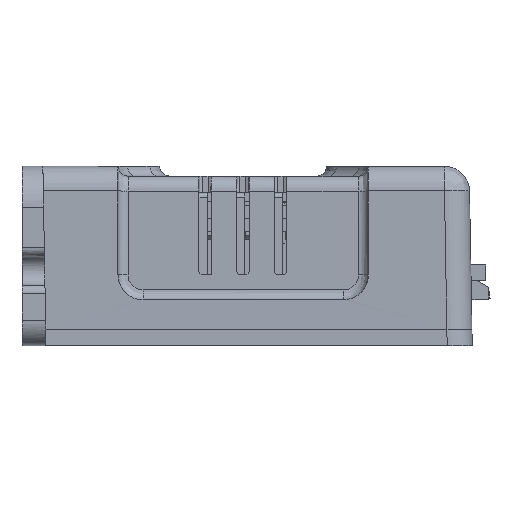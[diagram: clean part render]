
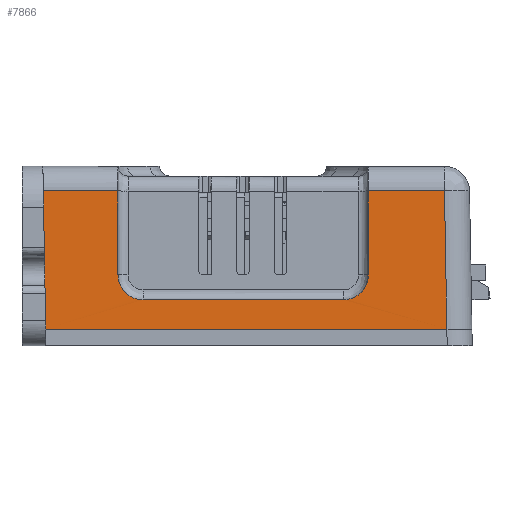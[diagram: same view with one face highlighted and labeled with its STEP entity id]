
A CAD part, left-side view. The second image highlights one B-rep face of the part: STEP entity #7866.
In plain terms, the highlighted planar face has unit normal (-1, 0, 0.018).
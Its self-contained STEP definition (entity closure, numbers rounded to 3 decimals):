
#6050 = FACE_OUTER_BOUND ( 'NONE', #41918, .T. ) ;
#7866 = ADVANCED_FACE ( 'NONE', ( #6050 ), #12036, .F. ) ;
#8227 = AXIS2_PLACEMENT_3D ( 'NONE', #12034, #12069, #12070 ) ;
#12034 = CARTESIAN_POINT ( 'NONE',  ( -206.213, -25.7, -0.5 ) ) ;
#12036 = PLANE ( 'NONE',  #8227 ) ;
#12069 = DIRECTION ( 'NONE',  ( 1., 0., -0.017 ) ) ;
#12070 = DIRECTION ( 'NONE',  ( -0.017, 0., -1. ) ) ;
#13484 = CARTESIAN_POINT ( 'NONE',  ( -205.924, -0.051, 16.052 ) ) ;
#13835 = CARTESIAN_POINT ( 'NONE',  ( -206.213, -0.34, -0.5 ) ) ;
#20907 = EDGE_CURVE ( 'NONE', #45589, #45620, #26631, .T. ) ;
#20908 = EDGE_CURVE ( 'NONE', #45736, #45742, #26633, .T. ) ;
#20910 = EDGE_CURVE ( 'NONE', #45742, #45577, #54896, .T. ) ;
#20911 = EDGE_CURVE ( 'NONE', #45577, #45587, #26638, .T. ) ;
#20912 = EDGE_CURVE ( 'NONE', #45587, #45745, #54897, .T. ) ;
#20914 = EDGE_CURVE ( 'NONE', #45745, #45589, #26639, .T. ) ;
#20926 = EDGE_CURVE ( 'NONE', #45620, #45749, #26661, .T. ) ;
#21037 = EDGE_CURVE ( 'NONE', #53636, #45736, #28823, .T. ) ;
#21039 = EDGE_CURVE ( 'NONE', #53636, #56192, #28819, .T. ) ;
#21040 = EDGE_CURVE ( 'NONE', #56192, #45749, #28827, .T. ) ;
#26631 = LINE ( 'NONE', #27877, #26634 ) ;
#26633 = LINE ( 'NONE', #27881, #26636 ) ;
#26634 = VECTOR ( 'NONE', #27872, 1000. ) ;
#26635 = VECTOR ( 'NONE', #27935, 1000. ) ;
#26636 = VECTOR ( 'NONE', #27883, 1000. ) ;
#26637 = VECTOR ( 'NONE', #27910, 1000. ) ;
#26638 = LINE ( 'NONE', #27894, #26637 ) ;
#26639 = LINE ( 'NONE', #27929, #26635 ) ;
#26661 = LINE ( 'NONE', #27957, #26664 ) ;
#26664 = VECTOR ( 'NONE', #27958, 1000. ) ;
#27872 = DIRECTION ( 'NONE',  ( 0., -1., 0. ) ) ;
#27876 = CARTESIAN_POINT ( 'NONE',  ( -206.1, -9., 6. ) ) ;
#27877 = CARTESIAN_POINT ( 'NONE',  ( -205.924, -25.7, 16.052 ) ) ;
#27881 = CARTESIAN_POINT ( 'NONE',  ( -206.213, -9., -0.5 ) ) ;
#27883 = DIRECTION ( 'NONE',  ( -0.017, 0., -1. ) ) ;
#27884 = CARTESIAN_POINT ( 'NONE',  ( -206.103, -9., 5.802 ) ) ;
#27885 = CARTESIAN_POINT ( 'NONE',  ( -206.142, -36., 3. ) ) ;
#27894 = CARTESIAN_POINT ( 'NONE',  ( -206.152, -25.7, 3. ) ) ;
#27895 = CARTESIAN_POINT ( 'NONE',  ( -206.152, -36.198, 3. ) ) ;
#27896 = CARTESIAN_POINT ( 'NONE',  ( -206.107, -9.019, 5.607 ) ) ;
#27897 = CARTESIAN_POINT ( 'NONE',  ( -206.113, -9.096, 5.224 ) ) ;
#27898 = CARTESIAN_POINT ( 'NONE',  ( -206.117, -9.153, 5.034 ) ) ;
#27899 = CARTESIAN_POINT ( 'NONE',  ( -206.123, -9.304, 4.67 ) ) ;
#27900 = CARTESIAN_POINT ( 'NONE',  ( -206.126, -9.396, 4.498 ) ) ;
#27901 = CARTESIAN_POINT ( 'NONE',  ( -206.132, -9.613, 4.172 ) ) ;
#27902 = CARTESIAN_POINT ( 'NONE',  ( -206.134, -9.74, 4.018 ) ) ;
#27903 = CARTESIAN_POINT ( 'NONE',  ( -206.139, -10.016, 3.741 ) ) ;
#27904 = CARTESIAN_POINT ( 'NONE',  ( -206.141, -10.167, 3.617 ) ) ;
#27905 = CARTESIAN_POINT ( 'NONE',  ( -206.145, -10.495, 3.398 ) ) ;
#27906 = CARTESIAN_POINT ( 'NONE',  ( -206.147, -10.669, 3.304 ) ) ;
#27907 = CARTESIAN_POINT ( 'NONE',  ( -206.151, -11.21, 3.08 ) ) ;
#27908 = CARTESIAN_POINT ( 'NONE',  ( -206.152, -11.604, 3. ) ) ;
#27909 = CARTESIAN_POINT ( 'NONE',  ( -206.142, -12., 3. ) ) ;
#27910 = DIRECTION ( 'NONE',  ( 0., -1., 0. ) ) ;
#27914 = CARTESIAN_POINT ( 'NONE',  ( -206.152, -36.393, 3.019 ) ) ;
#27915 = CARTESIAN_POINT ( 'NONE',  ( -206.15, -36.776, 3.096 ) ) ;
#27916 = CARTESIAN_POINT ( 'NONE',  ( -206.149, -36.967, 3.153 ) ) ;
#27917 = CARTESIAN_POINT ( 'NONE',  ( -206.147, -37.33, 3.304 ) ) ;
#27918 = CARTESIAN_POINT ( 'NONE',  ( -206.145, -37.502, 3.396 ) ) ;
#27919 = CARTESIAN_POINT ( 'NONE',  ( -206.141, -37.828, 3.613 ) ) ;
#27920 = CARTESIAN_POINT ( 'NONE',  ( -206.139, -37.982, 3.74 ) ) ;
#27921 = CARTESIAN_POINT ( 'NONE',  ( -206.134, -38.259, 4.016 ) ) ;
#27922 = CARTESIAN_POINT ( 'NONE',  ( -206.132, -38.383, 4.167 ) ) ;
#27923 = CARTESIAN_POINT ( 'NONE',  ( -206.126, -38.602, 4.495 ) ) ;
#27924 = CARTESIAN_POINT ( 'NONE',  ( -206.123, -38.696, 4.669 ) ) ;
#27925 = CARTESIAN_POINT ( 'NONE',  ( -206.114, -38.92, 5.21 ) ) ;
#27926 = CARTESIAN_POINT ( 'NONE',  ( -206.107, -39., 5.604 ) ) ;
#27927 = CARTESIAN_POINT ( 'NONE',  ( -206.1, -39., 6. ) ) ;
#27929 = CARTESIAN_POINT ( 'NONE',  ( -206.213, -39., -0.5 ) ) ;
#27935 = DIRECTION ( 'NONE',  ( 0.017, 0., 1. ) ) ;
#27957 = CARTESIAN_POINT ( 'NONE',  ( -205.924, -48.112, 16.052 ) ) ;
#27958 = DIRECTION ( 'NONE',  ( -0.017, -0.017, -1. ) ) ;
#28299 = CARTESIAN_POINT ( 'NONE',  ( -205.924, -25.7, 16.052 ) ) ;
#28300 = DIRECTION ( 'NONE',  ( 0., -1., 0. ) ) ;
#28302 = CARTESIAN_POINT ( 'NONE',  ( -206.213, 0., -0.5 ) ) ;
#28304 = CARTESIAN_POINT ( 'NONE',  ( -205.924, -0.051, 16.052 ) ) ;
#28305 = DIRECTION ( 'NONE',  ( -0.017, -0.017, -1. ) ) ;
#28306 = DIRECTION ( 'NONE',  ( 0., -1., 0. ) ) ;
#28819 = LINE ( 'NONE', #28304, #28825 ) ;
#28823 = LINE ( 'NONE', #28299, #28826 ) ;
#28825 = VECTOR ( 'NONE', #28305, 1000. ) ;
#28826 = VECTOR ( 'NONE', #28300, 1000. ) ;
#28827 = LINE ( 'NONE', #28302, #28830 ) ;
#28830 = VECTOR ( 'NONE', #28306, 1000. ) ;
#32906 = CARTESIAN_POINT ( 'NONE',  ( -206.142, -12., 3. ) ) ;
#32916 = CARTESIAN_POINT ( 'NONE',  ( -206.142, -36., 3. ) ) ;
#32918 = CARTESIAN_POINT ( 'NONE',  ( -205.924, -39., 16.052 ) ) ;
#32949 = CARTESIAN_POINT ( 'NONE',  ( -205.924, -48.112, 16.052 ) ) ;
#33065 = CARTESIAN_POINT ( 'NONE',  ( -205.924, -9., 16.052 ) ) ;
#33071 = CARTESIAN_POINT ( 'NONE',  ( -206.1, -9., 6. ) ) ;
#33074 = CARTESIAN_POINT ( 'NONE',  ( -206.1, -39., 6. ) ) ;
#33078 = CARTESIAN_POINT ( 'NONE',  ( -206.213, -48.4, -0.5 ) ) ;
#41918 = EDGE_LOOP ( 'NONE', ( #45793, #45794, #45795, #45796, #45797, #45798, #45799, #45800, #45801, #45802 ) ) ;
#45577 = VERTEX_POINT ( 'NONE', #32906 ) ;
#45587 = VERTEX_POINT ( 'NONE', #32916 ) ;
#45589 = VERTEX_POINT ( 'NONE', #32918 ) ;
#45620 = VERTEX_POINT ( 'NONE', #32949 ) ;
#45736 = VERTEX_POINT ( 'NONE', #33065 ) ;
#45742 = VERTEX_POINT ( 'NONE', #33071 ) ;
#45745 = VERTEX_POINT ( 'NONE', #33074 ) ;
#45749 = VERTEX_POINT ( 'NONE', #33078 ) ;
#45793 = ORIENTED_EDGE ( 'NONE', *, *, #20912, .F. ) ;
#45794 = ORIENTED_EDGE ( 'NONE', *, *, #20911, .F. ) ;
#45795 = ORIENTED_EDGE ( 'NONE', *, *, #20910, .F. ) ;
#45796 = ORIENTED_EDGE ( 'NONE', *, *, #20908, .F. ) ;
#45797 = ORIENTED_EDGE ( 'NONE', *, *, #21037, .F. ) ;
#45798 = ORIENTED_EDGE ( 'NONE', *, *, #21039, .T. ) ;
#45799 = ORIENTED_EDGE ( 'NONE', *, *, #21040, .T. ) ;
#45800 = ORIENTED_EDGE ( 'NONE', *, *, #20926, .F. ) ;
#45801 = ORIENTED_EDGE ( 'NONE', *, *, #20907, .F. ) ;
#45802 = ORIENTED_EDGE ( 'NONE', *, *, #20914, .F. ) ;
#53636 = VERTEX_POINT ( 'NONE', #13484 ) ;
#54896 = B_SPLINE_CURVE_WITH_KNOTS ( 'NONE', 3,
 ( #27876, #27884, #27896, #27897, #27898, #27899, #27900, #27901, #27902, #27903, #27904, #27905, #27906, #27907, #27908, #27909 ),
 .UNSPECIFIED., .F., .F.,
 ( 4, 2, 2, 2, 2, 2, 2, 4 ),
 ( 0., 0.001, 0.001, 0.002, 0.002, 0.003, 0.004, 0.005 ),
 .UNSPECIFIED. ) ;
#54897 = B_SPLINE_CURVE_WITH_KNOTS ( 'NONE', 3,
 ( #27885, #27895, #27914, #27915, #27916, #27917, #27918, #27919, #27920, #27921, #27922, #27923, #27924, #27925, #27926, #27927 ),
 .UNSPECIFIED., .F., .F.,
 ( 4, 2, 2, 2, 2, 2, 2, 4 ),
 ( 0., 0.001, 0.001, 0.002, 0.002, 0.003, 0.004, 0.005 ),
 .UNSPECIFIED. ) ;
#56192 = VERTEX_POINT ( 'NONE', #13835 ) ;
